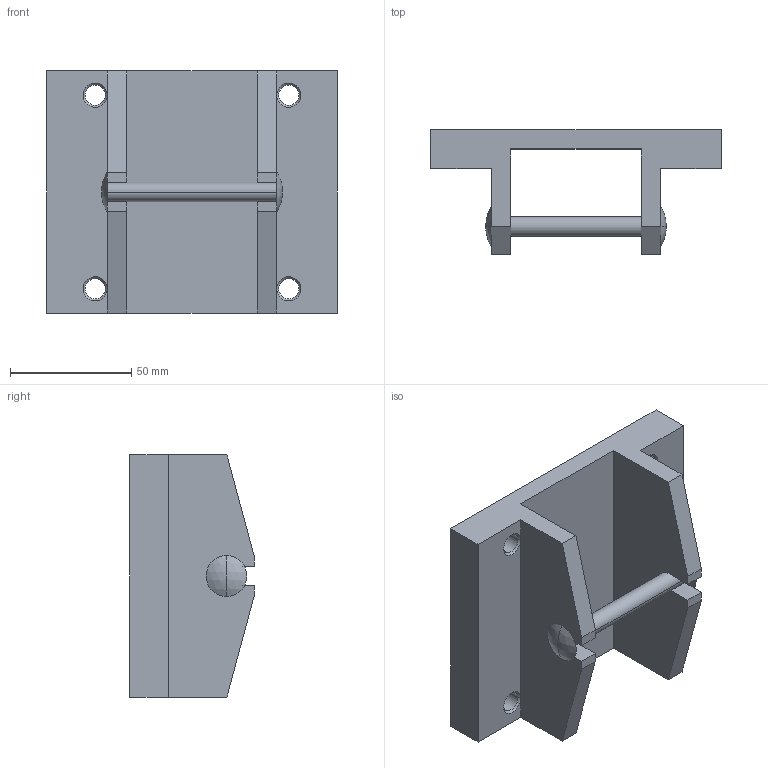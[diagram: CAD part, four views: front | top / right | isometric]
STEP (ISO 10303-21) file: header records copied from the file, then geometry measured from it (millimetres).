
FILE_DESCRIPTION(('STEP AP203'),'1');
FILE_NAME('bridge_1635-0000.stp','2023-03-24T09:39:33',('TraceParts'),('TraceParts S.A.'),'Spatial InterOp 3D',' ',' ');
FILE_SCHEMA(('CONFIG_CONTROL_DESIGN'));
Length unit declared in the file: millimetre
Products named in the file (1): 1
Bounding box: 120 x 51.5 x 100 mm (x, y, z)
Volume: 195006.6 mm3; surface area: 51722.7 mm2
Topology: 2 solids, 2 shells, 130 faces, 318 edges, 206 vertices
Faces by surface type: plane 66, cylinder 36, cone 16, torus 8, sphere 4
Entity records: 3906 total; most frequent: DIRECTION 706, CARTESIAN_POINT 656, ORIENTED_EDGE 636, EDGE_CURVE 318, AXIS2_PLACEMENT_3D 256, VERTEX_POINT 206, LINE 194, VECTOR 194
